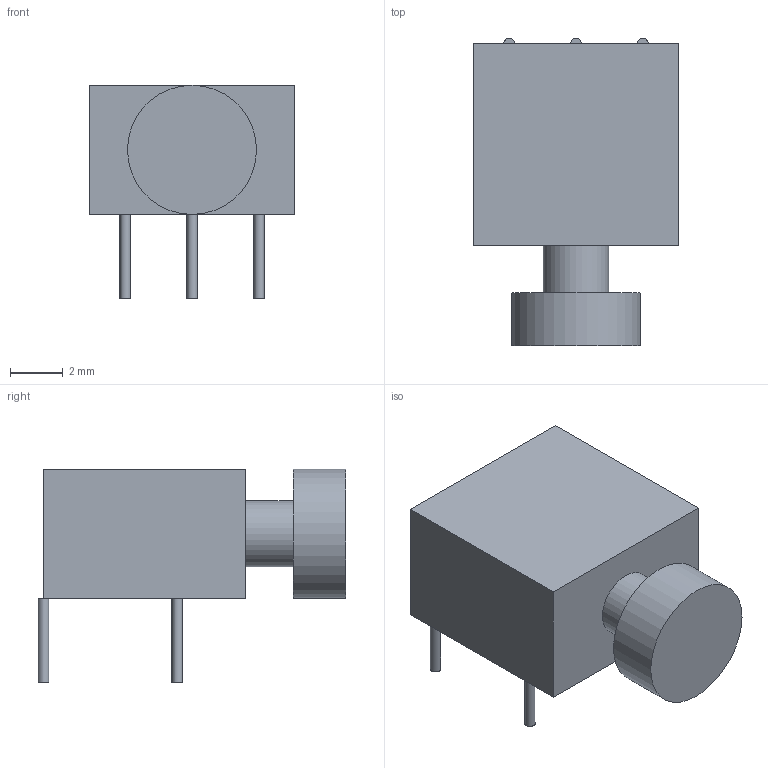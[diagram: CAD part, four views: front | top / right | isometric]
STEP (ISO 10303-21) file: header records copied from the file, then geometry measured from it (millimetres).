
FILE_DESCRIPTION(('FreeCAD Model'),'2;1');
FILE_NAME('P8US8WR2C2M6RES_Push_Button.step','2020-12-23T23:54:48',(''),(''), 'Open CASCADE STEP processor 7.4','FreeCAD','Unknown');
FILE_SCHEMA(('AUTOMOTIVE_DESIGN { 1 0 10303 214 1 1 1 1 }'));
Length unit declared in the file: millimetre
Products named in the file (1): P8US8WR2C2M6RES_Push_Button
Bounding box: 7.8 x 11.68 x 8.1 mm (x, y, z)
Volume: 342.1 mm3; surface area: 364.8 mm2
Topology: 1 solids, 1 shells, 24 faces, 44 edges, 26 vertices
Faces by surface type: plane 16, cylinder 8
Full cylindrical faces by diameter (mm): 0.4 x4, 2.5 x1, 4.9 x1
Entity records: 608 total; most frequent: DIRECTION 112, CARTESIAN_POINT 95, ORIENTED_EDGE 88, EDGE_CURVE 44, AXIS2_PLACEMENT_3D 43, FACE_BOUND 28, EDGE_LOOP 28, VERTEX_POINT 26
